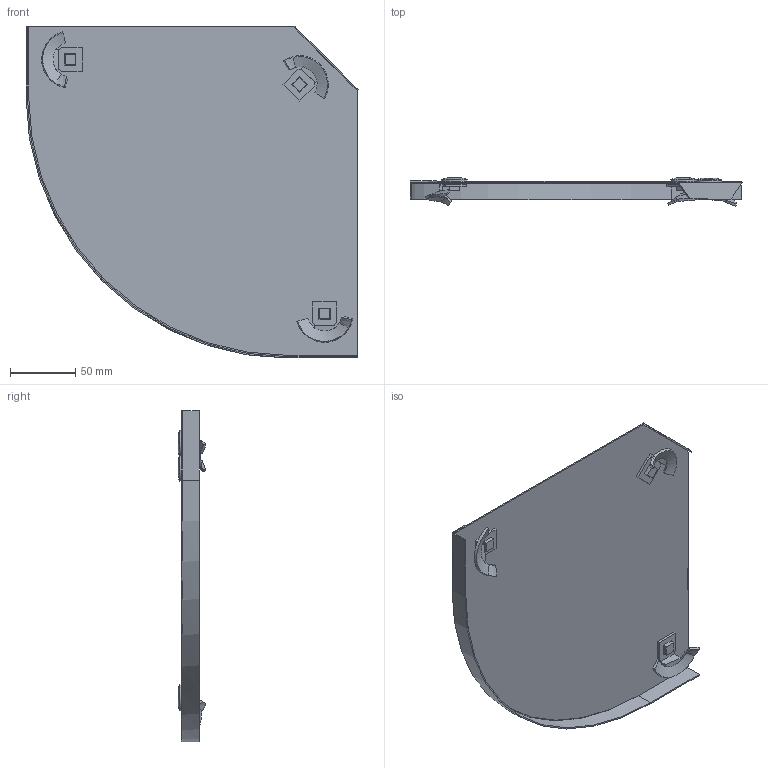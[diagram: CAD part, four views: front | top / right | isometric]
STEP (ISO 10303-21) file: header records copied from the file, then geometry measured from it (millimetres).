
FILE_DESCRIPTION (( 'STEP AP214' ), '1' );
FILE_NAME ('7132024.STEP', '2019-11-13T14:51:15', ( '' ), ( '' ), 'SwSTEP 2.0', 'SolidWorks 2018', '' );
FILE_SCHEMA (( 'AUTOMOTIVE_DESIGN' ));
Length unit declared in the file: millimetre
Products named in the file (6): 109905; 7132024; 120072_Standard; 099600_Standard; 108265_NB=200 d-16,5 f〉 Helix-Drehriegel; KTS 08.039-120_R=200,5
Assembly tree (7 placements, depth 3):
  7132024
    108265_NB=200 d-16,5 f〉 Helix-Drehriegel
    KTS 08.039-120_R=200,5
    120072_Standard  x3
      099600_Standard
      109905
Bounding box: 254.11 x 21.36 x 254.11 mm (x, y, z)
Volume: 73981.6 mm3; surface area: 141194.5 mm2
Topology: 8 solids, 8 shells, 264 faces, 731 edges, 486 vertices
Faces by surface type: plane 128, bspline 80, cone 39, cylinder 17
Entity records: 5605 total; most frequent: CARTESIAN_POINT 2709, ORIENTED_EDGE 626, DIRECTION 450, EDGE_CURVE 313, VERTEX_POINT 208, AXIS2_PLACEMENT_3D 153, LINE 144, VECTOR 144
